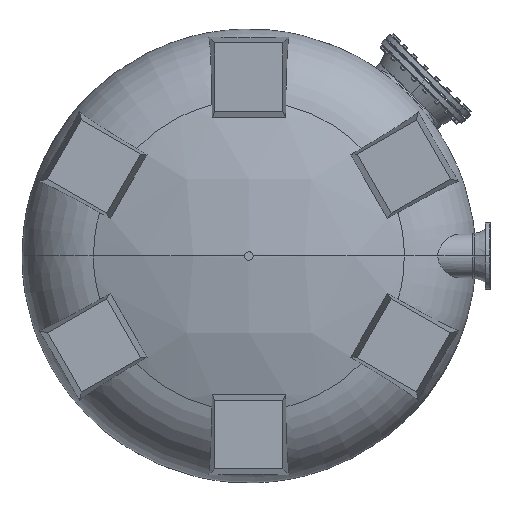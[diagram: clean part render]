
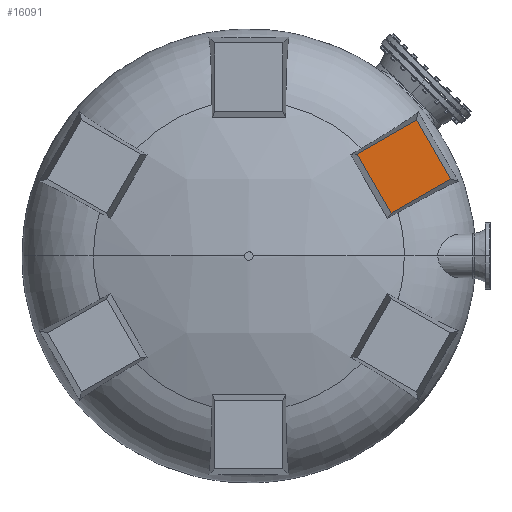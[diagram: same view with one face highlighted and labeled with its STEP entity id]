
A CAD part, front view. The second image highlights one B-rep face of the part: STEP entity #16091.
In plain terms, the highlighted planar face has unit normal (0, -1, 0).
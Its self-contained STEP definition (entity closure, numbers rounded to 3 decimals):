
#3354 = CARTESIAN_POINT ( 'NONE',  ( 1004.932, -1611.827, 369.25 ) ) ;
#4702 = CARTESIAN_POINT ( 'NONE',  ( -62.129, -1611.827, -15.878 ) ) ;
#4854 = ORIENTED_EDGE ( 'NONE', *, *, #19990, .F. ) ;
#7129 = CARTESIAN_POINT ( 'NONE',  ( 1053.736, -1611.827, 551.387 ) ) ;
#9761 = EDGE_CURVE ( 'NONE', #30447, #17148, #34356, .T. ) ;
#10182 = CARTESIAN_POINT ( 'NONE',  ( 920.402, -1611.827, 782.327 ) ) ;
#10621 = CARTESIAN_POINT ( 'NONE',  ( 920.402, -1611.827, 782.327 ) ) ;
#11626 = CARTESIAN_POINT ( 'NONE',  ( 920.402, -1611.827, 782.327 ) ) ;
#12842 = CARTESIAN_POINT ( 'NONE',  ( 1120.402, -1611.827, 435.917 ) ) ;
#14983 = CARTESIAN_POINT ( 'NONE',  ( 804.932, -1611.827, 715.66 ) ) ;
#16091 = ADVANCED_FACE ( 'NONE', ( #36238 ), #45482, .T. ) ;
#16785 = ORIENTED_EDGE ( 'NONE', *, *, #58125, .F. ) ;
#17148 = VERTEX_POINT ( 'NONE', #55422 ) ;
#17899 = VERTEX_POINT ( 'NONE', #37483 ) ;
#18388 = DIRECTION ( 'NONE',  ( 0., -1., 0. ) ) ;
#19945 = VERTEX_POINT ( 'NONE', #34559 ) ;
#19990 = EDGE_CURVE ( 'NONE', #17148, #19945, #54629, .T. ) ;
#21731 = CARTESIAN_POINT ( 'NONE',  ( 1120.402, -1611.827, 435.917 ) ) ;
#30447 = VERTEX_POINT ( 'NONE', #10621 ) ;
#32805 = CARTESIAN_POINT ( 'NONE',  ( 573.992, -1611.827, 582.327 ) ) ;
#34230 = CARTESIAN_POINT ( 'NONE',  ( 987.069, -1611.827, 666.857 ) ) ;
#34356 = B_SPLINE_CURVE_WITH_KNOTS ( 'NONE', 3,
 ( #11626, #34230, #7129, #21731 ),
 .UNSPECIFIED., .F., .F.,
 ( 4, 4 ),
 ( 0., 1. ),
 .UNSPECIFIED. ) ;
#34559 = CARTESIAN_POINT ( 'NONE',  ( 773.992, -1611.827, 235.917 ) ) ;
#34859 = CARTESIAN_POINT ( 'NONE',  ( 889.462, -1611.827, 302.583 ) ) ;
#35152 = CARTESIAN_POINT ( 'NONE',  ( 773.992, -1611.827, 235.917 ) ) ;
#36238 = FACE_OUTER_BOUND ( 'NONE', #56398, .T. ) ;
#37370 = ORIENTED_EDGE ( 'NONE', *, *, #45367, .F. ) ;
#37483 = CARTESIAN_POINT ( 'NONE',  ( 573.992, -1611.827, 582.327 ) ) ;
#38125 = AXIS2_PLACEMENT_3D ( 'NONE', #4702, #18388, #40719 ) ;
#40719 = DIRECTION ( 'NONE',  ( 0.5, 0., -0.866 ) ) ;
#42222 = CARTESIAN_POINT ( 'NONE',  ( 707.325, -1611.827, 351.387 ) ) ;
#44713 = CARTESIAN_POINT ( 'NONE',  ( 573.992, -1611.827, 582.327 ) ) ;
#45367 = EDGE_CURVE ( 'NONE', #17899, #30447, #54474, .T. ) ;
#45482 = PLANE ( 'NONE',  #38125 ) ;
#49741 = ORIENTED_EDGE ( 'NONE', *, *, #9761, .F. ) ;
#50965 = CARTESIAN_POINT ( 'NONE',  ( 689.462, -1611.827, 648.993 ) ) ;
#52245 = B_SPLINE_CURVE_WITH_KNOTS ( 'NONE', 3,
 ( #55038, #42222, #58423, #44713 ),
 .UNSPECIFIED., .F., .F.,
 ( 4, 4 ),
 ( 0., 1. ),
 .UNSPECIFIED. ) ;
#54474 = B_SPLINE_CURVE_WITH_KNOTS ( 'NONE', 3,
 ( #32805, #50965, #14983, #10182 ),
 .UNSPECIFIED., .F., .F.,
 ( 4, 4 ),
 ( 0., 1. ),
 .UNSPECIFIED. ) ;
#54629 = B_SPLINE_CURVE_WITH_KNOTS ( 'NONE', 3,
 ( #12842, #3354, #34859, #35152 ),
 .UNSPECIFIED., .F., .F.,
 ( 4, 4 ),
 ( 0., 1. ),
 .UNSPECIFIED. ) ;
#55038 = CARTESIAN_POINT ( 'NONE',  ( 773.992, -1611.827, 235.917 ) ) ;
#55422 = CARTESIAN_POINT ( 'NONE',  ( 1120.402, -1611.827, 435.917 ) ) ;
#56398 = EDGE_LOOP ( 'NONE', ( #49741, #37370, #16785, #4854 ) ) ;
#58125 = EDGE_CURVE ( 'NONE', #19945, #17899, #52245, .T. ) ;
#58423 = CARTESIAN_POINT ( 'NONE',  ( 640.659, -1611.827, 466.857 ) ) ;
